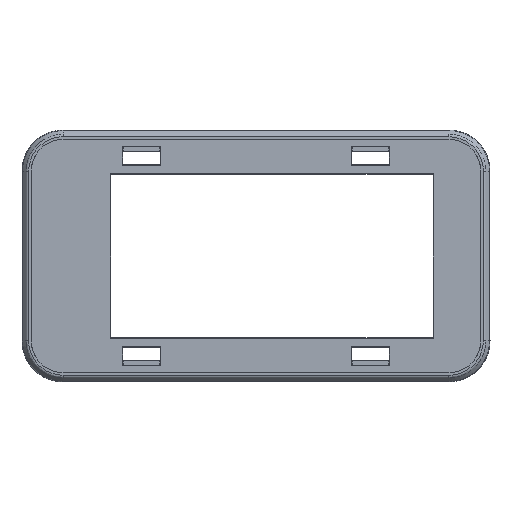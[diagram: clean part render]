
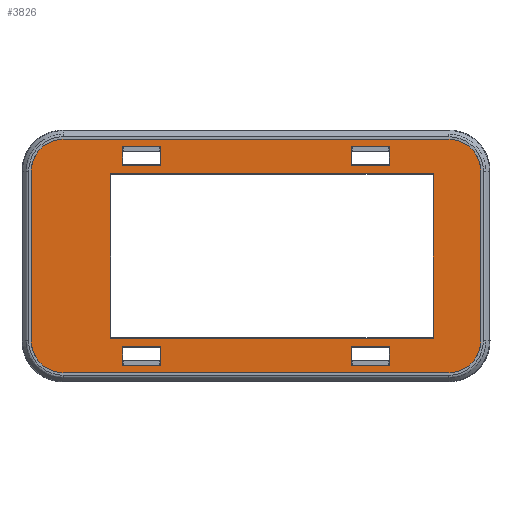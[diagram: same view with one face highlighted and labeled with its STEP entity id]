
A CAD part, front view. The second image highlights one B-rep face of the part: STEP entity #3826.
In plain terms, the highlighted face is planar.
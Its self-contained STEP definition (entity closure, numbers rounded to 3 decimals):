
#47=FACE_BOUND('',#517,.T.);
#48=FACE_BOUND('',#518,.T.);
#49=FACE_BOUND('',#519,.T.);
#50=FACE_BOUND('',#520,.T.);
#51=FACE_BOUND('',#521,.T.);
#75=CIRCLE('',#4041,5.025);
#76=CIRCLE('',#4044,5.025);
#77=CIRCLE('',#4047,5.025);
#78=CIRCLE('',#4050,5.025);
#131=PLANE('',#4064);
#313=FACE_OUTER_BOUND('',#516,.T.);
#516=EDGE_LOOP('',(#2622,#2623,#2624,#2625,#2626,#2627,#2628,#2629));
#517=EDGE_LOOP('',(#2630,#2631,#2632,#2633));
#518=EDGE_LOOP('',(#2634,#2635,#2636,#2637));
#519=EDGE_LOOP('',(#2638,#2639,#2640,#2641));
#520=EDGE_LOOP('',(#2642,#2643,#2644,#2645));
#521=EDGE_LOOP('',(#2646,#2647,#2648,#2649));
#739=LINE('',#5313,#1195);
#742=LINE('',#5321,#1198);
#745=LINE('',#5329,#1201);
#748=LINE('',#5336,#1204);
#753=LINE('',#7059,#1209);
#754=LINE('',#7061,#1210);
#755=LINE('',#7063,#1211);
#756=LINE('',#7064,#1212);
#757=LINE('',#7067,#1213);
#758=LINE('',#7069,#1214);
#759=LINE('',#7071,#1215);
#760=LINE('',#7072,#1216);
#761=LINE('',#7075,#1217);
#762=LINE('',#7077,#1218);
#763=LINE('',#7079,#1219);
#764=LINE('',#7080,#1220);
#765=LINE('',#7083,#1221);
#766=LINE('',#7085,#1222);
#767=LINE('',#7087,#1223);
#768=LINE('',#7088,#1224);
#769=LINE('',#7091,#1225);
#770=LINE('',#7093,#1226);
#771=LINE('',#7095,#1227);
#772=LINE('',#7096,#1228);
#1195=VECTOR('',#4323,1000.);
#1198=VECTOR('',#4332,1000.);
#1201=VECTOR('',#4341,1000.);
#1204=VECTOR('',#4350,1000.);
#1209=VECTOR('',#4381,1000.);
#1210=VECTOR('',#4382,1000.);
#1211=VECTOR('',#4383,1000.);
#1212=VECTOR('',#4384,1000.);
#1213=VECTOR('',#4385,1000.);
#1214=VECTOR('',#4386,1000.);
#1215=VECTOR('',#4387,1000.);
#1216=VECTOR('',#4388,1000.);
#1217=VECTOR('',#4389,1000.);
#1218=VECTOR('',#4390,1000.);
#1219=VECTOR('',#4391,1000.);
#1220=VECTOR('',#4392,1000.);
#1221=VECTOR('',#4393,1000.);
#1222=VECTOR('',#4394,1000.);
#1223=VECTOR('',#4395,1000.);
#1224=VECTOR('',#4396,1000.);
#1225=VECTOR('',#4397,1000.);
#1226=VECTOR('',#4398,1000.);
#1227=VECTOR('',#4399,1000.);
#1228=VECTOR('',#4400,1000.);
#1681=VERTEX_POINT('',#5306);
#1682=VERTEX_POINT('',#5308);
#1683=VERTEX_POINT('',#5312);
#1684=VERTEX_POINT('',#5316);
#1685=VERTEX_POINT('',#5320);
#1686=VERTEX_POINT('',#5324);
#1687=VERTEX_POINT('',#5328);
#1688=VERTEX_POINT('',#5332);
#1697=VERTEX_POINT('',#7057);
#1698=VERTEX_POINT('',#7058);
#1699=VERTEX_POINT('',#7060);
#1700=VERTEX_POINT('',#7062);
#1701=VERTEX_POINT('',#7065);
#1702=VERTEX_POINT('',#7066);
#1703=VERTEX_POINT('',#7068);
#1704=VERTEX_POINT('',#7070);
#1705=VERTEX_POINT('',#7073);
#1706=VERTEX_POINT('',#7074);
#1707=VERTEX_POINT('',#7076);
#1708=VERTEX_POINT('',#7078);
#1709=VERTEX_POINT('',#7081);
#1710=VERTEX_POINT('',#7082);
#1711=VERTEX_POINT('',#7084);
#1712=VERTEX_POINT('',#7086);
#1713=VERTEX_POINT('',#7089);
#1714=VERTEX_POINT('',#7090);
#1715=VERTEX_POINT('',#7092);
#1716=VERTEX_POINT('',#7094);
#2029=EDGE_CURVE('',#1682,#1681,#75,.T.);
#2030=EDGE_CURVE('',#1683,#1681,#739,.T.);
#2033=EDGE_CURVE('',#1683,#1684,#76,.T.);
#2034=EDGE_CURVE('',#1684,#1685,#742,.T.);
#2037=EDGE_CURVE('',#1685,#1686,#77,.T.);
#2038=EDGE_CURVE('',#1686,#1687,#745,.T.);
#2041=EDGE_CURVE('',#1687,#1688,#78,.T.);
#2042=EDGE_CURVE('',#1688,#1682,#748,.T.);
#2059=EDGE_CURVE('',#1697,#1698,#753,.T.);
#2060=EDGE_CURVE('',#1699,#1698,#754,.T.);
#2061=EDGE_CURVE('',#1700,#1699,#755,.T.);
#2062=EDGE_CURVE('',#1697,#1700,#756,.T.);
#2063=EDGE_CURVE('',#1701,#1702,#757,.T.);
#2064=EDGE_CURVE('',#1703,#1702,#758,.T.);
#2065=EDGE_CURVE('',#1704,#1703,#759,.T.);
#2066=EDGE_CURVE('',#1701,#1704,#760,.T.);
#2067=EDGE_CURVE('',#1705,#1706,#761,.T.);
#2068=EDGE_CURVE('',#1707,#1706,#762,.T.);
#2069=EDGE_CURVE('',#1708,#1707,#763,.T.);
#2070=EDGE_CURVE('',#1705,#1708,#764,.T.);
#2071=EDGE_CURVE('',#1709,#1710,#765,.T.);
#2072=EDGE_CURVE('',#1711,#1710,#766,.T.);
#2073=EDGE_CURVE('',#1712,#1711,#767,.T.);
#2074=EDGE_CURVE('',#1709,#1712,#768,.T.);
#2075=EDGE_CURVE('',#1713,#1714,#769,.T.);
#2076=EDGE_CURVE('',#1715,#1714,#770,.T.);
#2077=EDGE_CURVE('',#1716,#1715,#771,.T.);
#2078=EDGE_CURVE('',#1713,#1716,#772,.T.);
#2622=ORIENTED_EDGE('',*,*,#2042,.F.);
#2623=ORIENTED_EDGE('',*,*,#2041,.F.);
#2624=ORIENTED_EDGE('',*,*,#2038,.F.);
#2625=ORIENTED_EDGE('',*,*,#2037,.F.);
#2626=ORIENTED_EDGE('',*,*,#2034,.F.);
#2627=ORIENTED_EDGE('',*,*,#2033,.F.);
#2628=ORIENTED_EDGE('',*,*,#2030,.T.);
#2629=ORIENTED_EDGE('',*,*,#2029,.F.);
#2630=ORIENTED_EDGE('',*,*,#2059,.T.);
#2631=ORIENTED_EDGE('',*,*,#2060,.F.);
#2632=ORIENTED_EDGE('',*,*,#2061,.F.);
#2633=ORIENTED_EDGE('',*,*,#2062,.F.);
#2634=ORIENTED_EDGE('',*,*,#2063,.T.);
#2635=ORIENTED_EDGE('',*,*,#2064,.F.);
#2636=ORIENTED_EDGE('',*,*,#2065,.F.);
#2637=ORIENTED_EDGE('',*,*,#2066,.F.);
#2638=ORIENTED_EDGE('',*,*,#2067,.T.);
#2639=ORIENTED_EDGE('',*,*,#2068,.F.);
#2640=ORIENTED_EDGE('',*,*,#2069,.F.);
#2641=ORIENTED_EDGE('',*,*,#2070,.F.);
#2642=ORIENTED_EDGE('',*,*,#2071,.T.);
#2643=ORIENTED_EDGE('',*,*,#2072,.F.);
#2644=ORIENTED_EDGE('',*,*,#2073,.F.);
#2645=ORIENTED_EDGE('',*,*,#2074,.F.);
#2646=ORIENTED_EDGE('',*,*,#2075,.T.);
#2647=ORIENTED_EDGE('',*,*,#2076,.F.);
#2648=ORIENTED_EDGE('',*,*,#2077,.F.);
#2649=ORIENTED_EDGE('',*,*,#2078,.F.);
#3826=ADVANCED_FACE('',(#313,#47,#48,#49,#50,#51),#131,.T.);
#4041=AXIS2_PLACEMENT_3D('',#5310,#4319,#4320);
#4044=AXIS2_PLACEMENT_3D('',#5318,#4328,#4329);
#4047=AXIS2_PLACEMENT_3D('',#5326,#4337,#4338);
#4050=AXIS2_PLACEMENT_3D('',#5334,#4346,#4347);
#4064=AXIS2_PLACEMENT_3D('',#7056,#4379,#4380);
#4319=DIRECTION('center_axis',(0.,-1.,0.));
#4320=DIRECTION('ref_axis',(1.,0.,0.));
#4323=DIRECTION('',(0.,0.,-1.));
#4328=DIRECTION('center_axis',(0.,-1.,0.));
#4329=DIRECTION('ref_axis',(0.,0.,
1.));
#4332=DIRECTION('',(-1.,0.,0.));
#4337=DIRECTION('center_axis',(0.,-1.,0.));
#4338=DIRECTION('ref_axis',(-1.,0.,0.));
#4341=DIRECTION('',(0.,0.,-1.));
#4346=DIRECTION('center_axis',(0.,-1.,0.));
#4347=DIRECTION('ref_axis',(0.,0.,
-1.));
#4350=DIRECTION('',(1.,0.,0.));
#4379=DIRECTION('center_axis',(0.,1.,0.));
#4380=DIRECTION('ref_axis',(1.,0.,0.));
#4381=DIRECTION('',(1.,0.,0.));
#4382=DIRECTION('',(0.,0.,-1.));
#4383=DIRECTION('',(1.,0.,0.));
#4384=DIRECTION('',(0.,0.,1.));
#4385=DIRECTION('',(1.,0.,0.));
#4386=DIRECTION('',(0.,0.,-1.));
#4387=DIRECTION('',(1.,0.,0.));
#4388=DIRECTION('',(0.,0.,1.));
#4389=DIRECTION('',(-1.,0.,0.));
#4390=DIRECTION('',(0.,0.,1.));
#4391=DIRECTION('',(-1.,0.,0.));
#4392=DIRECTION('',(0.,0.,-1.));
#4393=DIRECTION('',(-1.,0.,0.));
#4394=DIRECTION('',(0.,0.,1.));
#4395=DIRECTION('',(-1.,0.,0.));
#4396=DIRECTION('',(0.,0.,-1.));
#4397=DIRECTION('',(-1.,0.,0.));
#4398=DIRECTION('',(0.,0.,1.));
#4399=DIRECTION('',(-1.,0.,0.));
#4400=DIRECTION('',(0.,0.,-1.));
#5306=CARTESIAN_POINT('',(35.527,1.005,-13.417));
#5308=CARTESIAN_POINT('',(30.502,1.005,-18.442));
#5310=CARTESIAN_POINT('Origin',(30.502,1.005,-13.417));
#5312=CARTESIAN_POINT('',(35.527,1.005,13.417));
#5313=CARTESIAN_POINT('',(35.527,1.005,13.417));
#5316=CARTESIAN_POINT('',(30.502,1.005,18.442));
#5318=CARTESIAN_POINT('Origin',(30.502,1.005,13.417));
#5320=CARTESIAN_POINT('',(-30.502,1.005,18.442));
#5321=CARTESIAN_POINT('',(30.502,1.005,18.442));
#5324=CARTESIAN_POINT('',(-35.527,1.005,13.417));
#5326=CARTESIAN_POINT('Origin',(-30.502,1.005,13.417));
#5328=CARTESIAN_POINT('',(-35.527,1.005,-13.417));
#5329=CARTESIAN_POINT('',(-35.527,1.005,13.417));
#5332=CARTESIAN_POINT('',(-30.502,1.005,-18.442));
#5334=CARTESIAN_POINT('Origin',(-30.502,1.005,-13.417));
#5336=CARTESIAN_POINT('',(-30.502,1.005,-18.442));
#7056=CARTESIAN_POINT('Origin',(0.,1.005,0.));
#7057=CARTESIAN_POINT('',(-21.147,1.005,-17.295));
#7058=CARTESIAN_POINT('',(-15.033,1.005,-17.295));
#7059=CARTESIAN_POINT('',(-21.147,1.005,-17.295));
#7060=CARTESIAN_POINT('',(-15.033,1.005,-14.336));
#7061=CARTESIAN_POINT('',(-15.033,1.005,-14.336));
#7062=CARTESIAN_POINT('',(-21.147,1.005,-14.336));
#7063=CARTESIAN_POINT('',(-21.147,1.005,-14.336));
#7064=CARTESIAN_POINT('',(-21.147,1.005,-17.295));
#7065=CARTESIAN_POINT('',(15.033,1.005,-17.295));
#7066=CARTESIAN_POINT('',(21.147,1.005,-17.295));
#7067=CARTESIAN_POINT('',(15.033,1.005,-17.295));
#7068=CARTESIAN_POINT('',(21.147,1.005,-14.336));
#7069=CARTESIAN_POINT('',(21.147,1.005,-14.336));
#7070=CARTESIAN_POINT('',(15.033,1.005,-14.336));
#7071=CARTESIAN_POINT('',(15.033,1.005,-14.336));
#7072=CARTESIAN_POINT('',(15.033,1.005,-17.295));
#7073=CARTESIAN_POINT('',(21.147,1.005,17.295));
#7074=CARTESIAN_POINT('',(15.033,1.005,17.295));
#7075=CARTESIAN_POINT('',(21.147,1.005,17.295));
#7076=CARTESIAN_POINT('',(15.033,1.005,14.336));
#7077=CARTESIAN_POINT('',(15.033,1.005,14.336));
#7078=CARTESIAN_POINT('',(21.147,1.005,14.336));
#7079=CARTESIAN_POINT('',(21.147,1.005,14.336));
#7080=CARTESIAN_POINT('',(21.147,1.005,17.295));
#7081=CARTESIAN_POINT('',(-15.033,1.005,17.295));
#7082=CARTESIAN_POINT('',(-21.147,1.005,17.295));
#7083=CARTESIAN_POINT('',(-15.033,1.005,17.295));
#7084=CARTESIAN_POINT('',(-21.147,1.005,14.336));
#7085=CARTESIAN_POINT('',(-21.147,1.005,14.336));
#7086=CARTESIAN_POINT('',(-15.033,1.005,14.336));
#7087=CARTESIAN_POINT('',(-15.033,1.005,14.336));
#7088=CARTESIAN_POINT('',(-15.033,1.005,17.295));
#7089=CARTESIAN_POINT('',(28.05,1.005,12.968));
#7090=CARTESIAN_POINT('',(-23.043,1.005,12.968));
#7091=CARTESIAN_POINT('',(28.05,1.005,12.968));
#7092=CARTESIAN_POINT('',(-23.043,1.005,-12.968));
#7093=CARTESIAN_POINT('',(-23.043,1.005,-12.968));
#7094=CARTESIAN_POINT('',(28.05,1.005,-12.968));
#7095=CARTESIAN_POINT('',(28.05,1.005,-12.968));
#7096=CARTESIAN_POINT('',(28.05,1.005,12.968));
